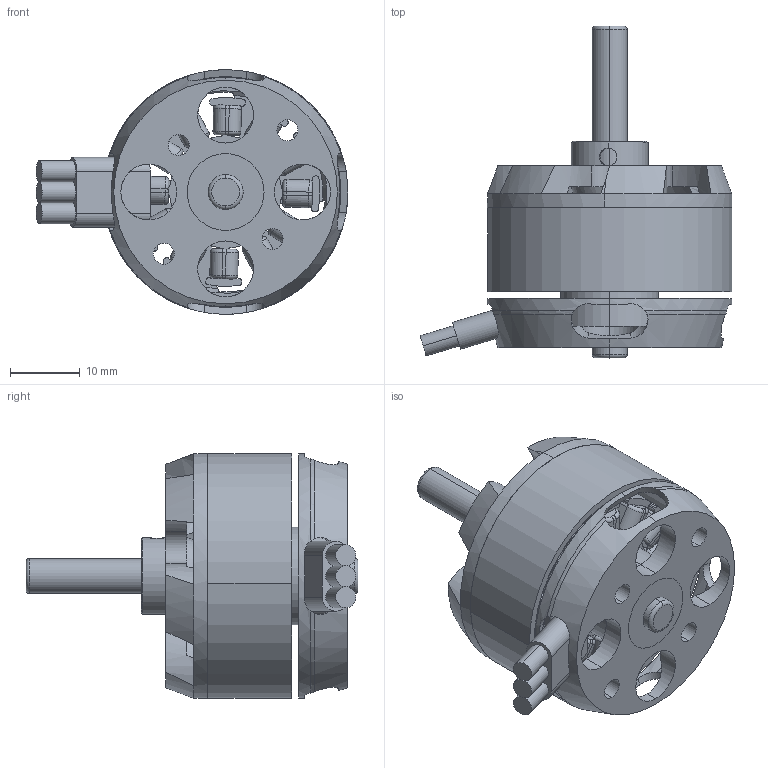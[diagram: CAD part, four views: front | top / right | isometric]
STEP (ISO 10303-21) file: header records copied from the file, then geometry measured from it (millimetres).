
FILE_DESCRIPTION (( 'STEP AP203' ), '1' );
FILE_NAME ('Turnigy Motor.STEP', '2017-09-28T18:08:42', ( '' ), ( 'Hewlett-Packard' ), 'SwSTEP 2.0', 'SolidWorks 2016', '' );
FILE_SCHEMA (( 'CONFIG_CONTROL_DESIGN' ));
Length unit declared in the file: millimetre
Products named in the file (9): Bottom Shell; Shaft; Middle Shell; Coil; Inner Coil Rack; Wires; Inner Bearing; Turnigy Motor; Top Shell
Assembly tree (19 placements, depth 2):
  Turnigy Motor
    Bottom Shell
    Middle Shell
    Top Shell
    Inner Coil Rack
    Coil  x12
    Inner Bearing
    Shaft
    Wires
Bounding box: 44.62 x 47.5 x 35 mm (x, y, z)
Volume: 12342.7 mm3; surface area: 17392.7 mm2
Topology: 19 solids, 19 shells, 735 faces, 1928 edges, 1211 vertices
Faces by surface type: cylinder 391, plane 209, torus 104, cone 19, bspline 12
Entity records: 15662 total; most frequent: CARTESIAN_POINT 3382, DIRECTION 2425, ORIENTED_EDGE 2360, EDGE_CURVE 1180, AXIS2_PLACEMENT_3D 984, VERTEX_POINT 771, CIRCLE 569, VECTOR 457
